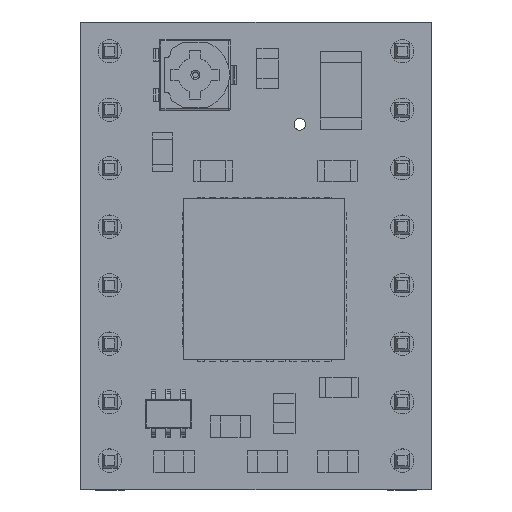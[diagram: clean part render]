
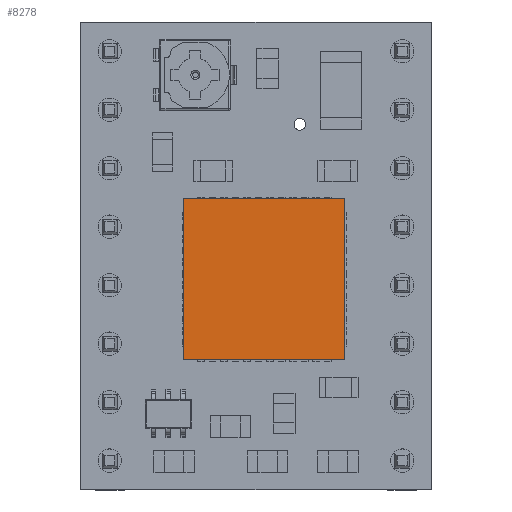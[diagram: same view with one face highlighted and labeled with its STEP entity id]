
A CAD part, top view. The second image highlights one B-rep face of the part: STEP entity #8278.
In plain terms, the highlighted planar face has unit normal (0, 0, 1).
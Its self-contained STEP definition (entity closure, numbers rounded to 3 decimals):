
#1418 = ORIENTED_EDGE ( 'NONE', *, *, #38145, .T. ) ;
#2685 = DIRECTION ( 'NONE',  ( 0., 0., -1. ) ) ;
#2798 = VERTEX_POINT ( 'NONE', #27082 ) ;
#4035 = VECTOR ( 'NONE', #21834, 1000. ) ;
#5202 = DIRECTION ( 'NONE',  ( 1., 0., 0. ) ) ;
#5967 = AXIS2_PLACEMENT_3D ( 'NONE', #62258, #2685, #62036 ) ;
#7283 = VECTOR ( 'NONE', #5202, 1000. ) ;
#8278 = ADVANCED_FACE ( 'NONE', ( #49627 ), #57572, .F. ) ;
#10777 = CARTESIAN_POINT ( 'NONE',  ( 11.48, 5.644, 2.575 ) ) ;
#11394 = CARTESIAN_POINT ( 'NONE',  ( 11.48, 12.644, 2.575 ) ) ;
#11804 = LINE ( 'NONE', #26999, #67704 ) ;
#14226 = CARTESIAN_POINT ( 'NONE',  ( 11.48, 12.644, 2.575 ) ) ;
#15998 = EDGE_CURVE ( 'NONE', #39965, #2798, #52975, .T. ) ;
#18274 = ORIENTED_EDGE ( 'NONE', *, *, #54608, .T. ) ;
#20141 = ORIENTED_EDGE ( 'NONE', *, *, #44169, .T. ) ;
#20459 = VECTOR ( 'NONE', #31404, 1000. ) ;
#21834 = DIRECTION ( 'NONE',  ( -1., 0., 0. ) ) ;
#22975 = EDGE_LOOP ( 'NONE', ( #20141, #1418, #29263, #18274 ) ) ;
#24526 = CARTESIAN_POINT ( 'NONE',  ( 4.48, 5.644, 2.575 ) ) ;
#26999 = CARTESIAN_POINT ( 'NONE',  ( 4.48, 5.644, 2.575 ) ) ;
#27082 = CARTESIAN_POINT ( 'NONE',  ( 11.48, 5.644, 2.575 ) ) ;
#29263 = ORIENTED_EDGE ( 'NONE', *, *, #15998, .T. ) ;
#30017 = CARTESIAN_POINT ( 'NONE',  ( 4.48, 12.644, 2.575 ) ) ;
#30314 = LINE ( 'NONE', #11394, #4035 ) ;
#31404 = DIRECTION ( 'NONE',  ( 0., 1., 0. ) ) ;
#38145 = EDGE_CURVE ( 'NONE', #54344, #39965, #11804, .T. ) ;
#39965 = VERTEX_POINT ( 'NONE', #24526 ) ;
#43293 = CARTESIAN_POINT ( 'NONE',  ( 11.48, 5.644, 2.575 ) ) ;
#44169 = EDGE_CURVE ( 'NONE', #56942, #54344, #30314, .T. ) ;
#45092 = LINE ( 'NONE', #10777, #20459 ) ;
#49627 = FACE_OUTER_BOUND ( 'NONE', #22975, .T. ) ;
#52975 = LINE ( 'NONE', #43293, #7283 ) ;
#53069 = DIRECTION ( 'NONE',  ( 0., -1., 0. ) ) ;
#54344 = VERTEX_POINT ( 'NONE', #30017 ) ;
#54608 = EDGE_CURVE ( 'NONE', #2798, #56942, #45092, .T. ) ;
#56942 = VERTEX_POINT ( 'NONE', #14226 ) ;
#57572 = PLANE ( 'NONE',  #5967 ) ;
#62036 = DIRECTION ( 'NONE',  ( 0., -1., 0. ) ) ;
#62258 = CARTESIAN_POINT ( 'NONE',  ( 7.98, 9.144, 2.575 ) ) ;
#67704 = VECTOR ( 'NONE', #53069, 1000. ) ;
